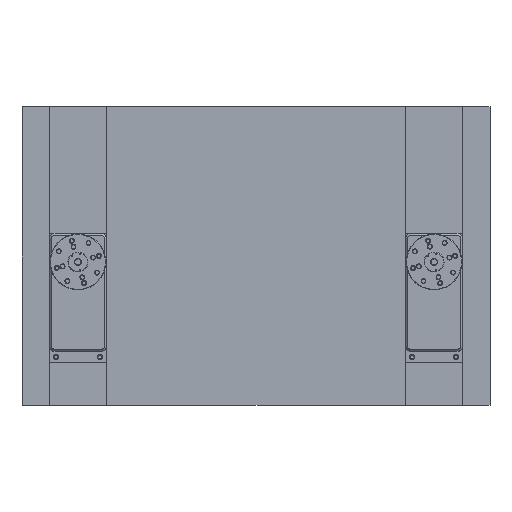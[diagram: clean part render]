
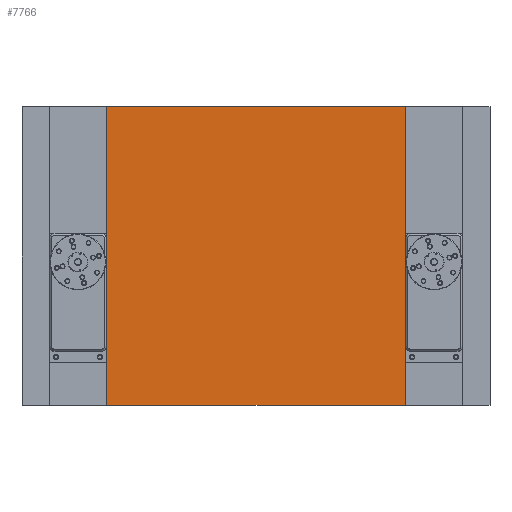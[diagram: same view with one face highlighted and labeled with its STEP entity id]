
A CAD part, left-side view. The second image highlights one B-rep face of the part: STEP entity #7766.
In plain terms, the highlighted planar face has unit normal (-1, 0, 0).
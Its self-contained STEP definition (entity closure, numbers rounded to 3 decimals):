
#538 = EDGE_CURVE ( 'NONE', #9015, #12322, #9556, .T. ) ;
#686 = DIRECTION ( 'NONE',  ( 0., 0., -1. ) ) ;
#1410 = CARTESIAN_POINT ( 'NONE',  ( -123.195, 305.225, -31.421 ) ) ;
#1911 = CARTESIAN_POINT ( 'NONE',  ( -123.195, 155.225, -181.421 ) ) ;
#1948 = CARTESIAN_POINT ( 'NONE',  ( -123.195, 305.225, -181.421 ) ) ;
#3234 = VECTOR ( 'NONE', #26244, 1000. ) ;
#5167 = CARTESIAN_POINT ( 'NONE',  ( -123.195, 155.225, -31.421 ) ) ;
#5948 = LINE ( 'NONE', #14305, #31281 ) ;
#7766 = ADVANCED_FACE ( 'NONE', ( #17568 ), #10901, .T. ) ;
#9015 = VERTEX_POINT ( 'NONE', #10145 ) ;
#9556 = LINE ( 'NONE', #5167, #10851 ) ;
#10102 = AXIS2_PLACEMENT_3D ( 'NONE', #31161, #30442, #17033 ) ;
#10145 = CARTESIAN_POINT ( 'NONE',  ( -123.195, 155.225, -31.421 ) ) ;
#10851 = VECTOR ( 'NONE', #16202, 1000. ) ;
#10901 = PLANE ( 'NONE',  #10102 ) ;
#11382 = EDGE_CURVE ( 'NONE', #9015, #19508, #5948, .T. ) ;
#12226 = EDGE_CURVE ( 'NONE', #12322, #21516, #32964, .T. ) ;
#12322 = VERTEX_POINT ( 'NONE', #1911 ) ;
#12437 = CARTESIAN_POINT ( 'NONE',  ( -123.195, 305.225, -181.421 ) ) ;
#14305 = CARTESIAN_POINT ( 'NONE',  ( -123.195, 168.825, -31.421 ) ) ;
#14644 = LINE ( 'NONE', #20241, #27343 ) ;
#16202 = DIRECTION ( 'NONE',  ( 0., 0., -1. ) ) ;
#16964 = EDGE_CURVE ( 'NONE', #19508, #21516, #14644, .T. ) ;
#17033 = DIRECTION ( 'NONE',  ( 0., 0., -1. ) ) ;
#17568 = FACE_OUTER_BOUND ( 'NONE', #19557, .T. ) ;
#19508 = VERTEX_POINT ( 'NONE', #1410 ) ;
#19557 = EDGE_LOOP ( 'NONE', ( #23153, #28210, #30641, #25989 ) ) ;
#20241 = CARTESIAN_POINT ( 'NONE',  ( -123.195, 305.225, -31.421 ) ) ;
#21516 = VERTEX_POINT ( 'NONE', #1948 ) ;
#23153 = ORIENTED_EDGE ( 'NONE', *, *, #12226, .F. ) ;
#25989 = ORIENTED_EDGE ( 'NONE', *, *, #16964, .T. ) ;
#26244 = DIRECTION ( 'NONE',  ( 0., 1., 0. ) ) ;
#27343 = VECTOR ( 'NONE', #686, 1000. ) ;
#28210 = ORIENTED_EDGE ( 'NONE', *, *, #538, .F. ) ;
#30442 = DIRECTION ( 'NONE',  ( -1., 0., 0. ) ) ;
#30641 = ORIENTED_EDGE ( 'NONE', *, *, #11382, .T. ) ;
#31161 = CARTESIAN_POINT ( 'NONE',  ( -123.195, 305.225, -31.421 ) ) ;
#31281 = VECTOR ( 'NONE', #33822, 1000. ) ;
#32964 = LINE ( 'NONE', #12437, #3234 ) ;
#33822 = DIRECTION ( 'NONE',  ( 0., 1., 0. ) ) ;
